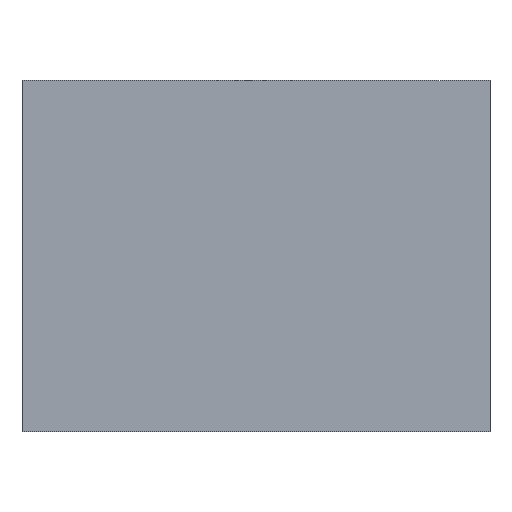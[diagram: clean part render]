
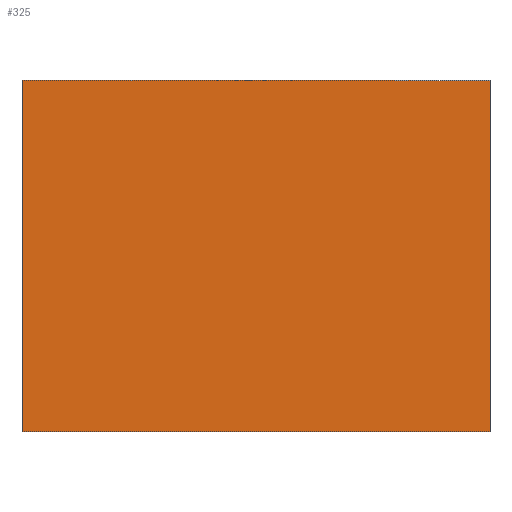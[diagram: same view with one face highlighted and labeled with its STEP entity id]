
A CAD part, front view. The second image highlights one B-rep face of the part: STEP entity #325.
In plain terms, the highlighted planar face has unit normal (0, -1, 0).
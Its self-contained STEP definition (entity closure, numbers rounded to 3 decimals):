
#39=FACE_OUTER_BOUND('',#59,.T.);
#59=EDGE_LOOP('',(#284,#285,#286,#287));
#93=LINE('',#516,#133);
#96=LINE('',#521,#136);
#98=LINE('',#525,#138);
#99=LINE('',#527,#139);
#133=VECTOR('',#426,10.);
#136=VECTOR('',#431,10.);
#138=VECTOR('',#435,10.);
#139=VECTOR('',#438,10.);
#164=VERTEX_POINT('',#513);
#165=VERTEX_POINT('',#515);
#166=VERTEX_POINT('',#519);
#167=VERTEX_POINT('',#523);
#201=EDGE_CURVE('',#164,#165,#93,.T.);
#204=EDGE_CURVE('',#166,#164,#96,.T.);
#206=EDGE_CURVE('',#166,#167,#98,.T.);
#207=EDGE_CURVE('',#165,#167,#99,.T.);
#284=ORIENTED_EDGE('',*,*,#204,.F.);
#285=ORIENTED_EDGE('',*,*,#206,.T.);
#286=ORIENTED_EDGE('',*,*,#207,.F.);
#287=ORIENTED_EDGE('',*,*,#201,.F.);
#306=PLANE('',#360);
#325=ADVANCED_FACE('',(#39),#306,.T.);
#360=AXIS2_PLACEMENT_3D('',#528,#439,#440);
#426=DIRECTION('',(0.,0.,1.));
#431=DIRECTION('',(-1.,0.,0.));
#435=DIRECTION('',(0.,0.,1.));
#438=DIRECTION('',(1.,0.,0.));
#439=DIRECTION('center_axis',(0.,-1.,0.));
#440=DIRECTION('ref_axis',(1.,0.,0.));
#513=CARTESIAN_POINT('',(-0.8,-1.6,0.));
#515=CARTESIAN_POINT('',(-0.8,-1.6,1.2));
#516=CARTESIAN_POINT('',(-0.8,-1.6,0.));
#519=CARTESIAN_POINT('',(0.8,-1.6,0.));
#521=CARTESIAN_POINT('',(0.8,-1.6,0.));
#523=CARTESIAN_POINT('',(0.8,-1.6,1.2));
#525=CARTESIAN_POINT('',(0.8,-1.6,0.));
#527=CARTESIAN_POINT('',(0.8,-1.6,1.2));
#528=CARTESIAN_POINT('Origin',(-0.8,-1.6,0.));
